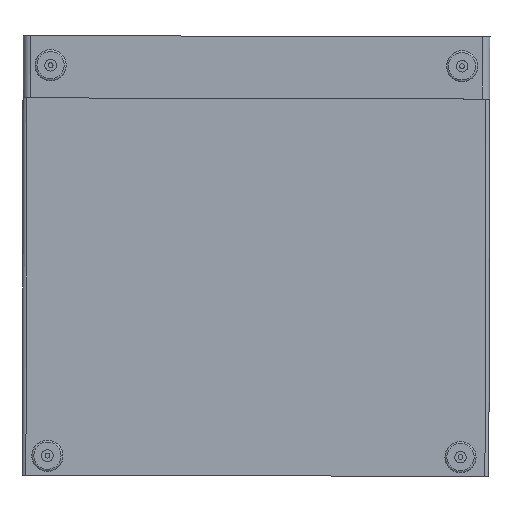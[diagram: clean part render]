
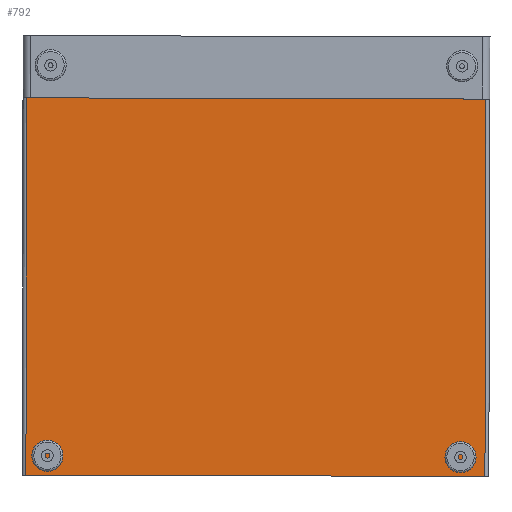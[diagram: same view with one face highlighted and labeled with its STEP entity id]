
A CAD part, front view. The second image highlights one B-rep face of the part: STEP entity #792.
In plain terms, the highlighted planar face has unit normal (0, -1, 0).
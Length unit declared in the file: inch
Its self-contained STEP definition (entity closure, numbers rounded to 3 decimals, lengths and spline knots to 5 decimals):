
#78=PLANE('',#856);
#105=FACE_OUTER_BOUND('',#155,.T.);
#155=EDGE_LOOP('',(#578,#579,#580,#581));
#221=LINE('',#1246,#278);
#224=LINE('',#1255,#281);
#225=LINE('',#1258,#282);
#226=LINE('',#1259,#283);
#278=VECTOR('',#976,29.5);
#281=VECTOR('',#985,24.25);
#282=VECTOR('',#988,24.25);
#283=VECTOR('',#989,29.5);
#385=VERTEX_POINT('',#1243);
#386=VERTEX_POINT('',#1245);
#388=VERTEX_POINT('',#1251);
#390=VERTEX_POINT('',#1257);
#462=EDGE_CURVE('',#385,#386,#221,.T.);
#467=EDGE_CURVE('',#386,#388,#224,.T.);
#468=EDGE_CURVE('',#390,#385,#225,.T.);
#469=EDGE_CURVE('',#388,#390,#226,.T.);
#578=ORIENTED_EDGE('',*,*,#467,.F.);
#579=ORIENTED_EDGE('',*,*,#462,.F.);
#580=ORIENTED_EDGE('',*,*,#468,.F.);
#581=ORIENTED_EDGE('',*,*,#469,.F.);
#792=ADVANCED_FACE('',(#105),#78,.T.);
#856=AXIS2_PLACEMENT_3D('',#1256,#986,#987);
#976=DIRECTION('',(1.,0.,0.));
#985=DIRECTION('',(0.,0.,-1.));
#986=DIRECTION('center_axis',(0.,-1.,0.));
#987=DIRECTION('ref_axis',(-1.,0.,0.));
#988=DIRECTION('',(0.,0.,1.));
#989=DIRECTION('',(-1.,0.,0.));
#1243=CARTESIAN_POINT('',(0.25,0.,0.));
#1245=CARTESIAN_POINT('',(29.75,0.,0.));
#1246=CARTESIAN_POINT('',(0.,0.,0.));
#1251=CARTESIAN_POINT('',(29.75,0.,-24.25));
#1255=CARTESIAN_POINT('',(29.75,0.,0.));
#1256=CARTESIAN_POINT('Origin',(30.,0.,0.));
#1257=CARTESIAN_POINT('',(0.25,0.,-24.25));
#1258=CARTESIAN_POINT('',(0.25,0.,0.));
#1259=CARTESIAN_POINT('',(0.,0.,-24.25));
